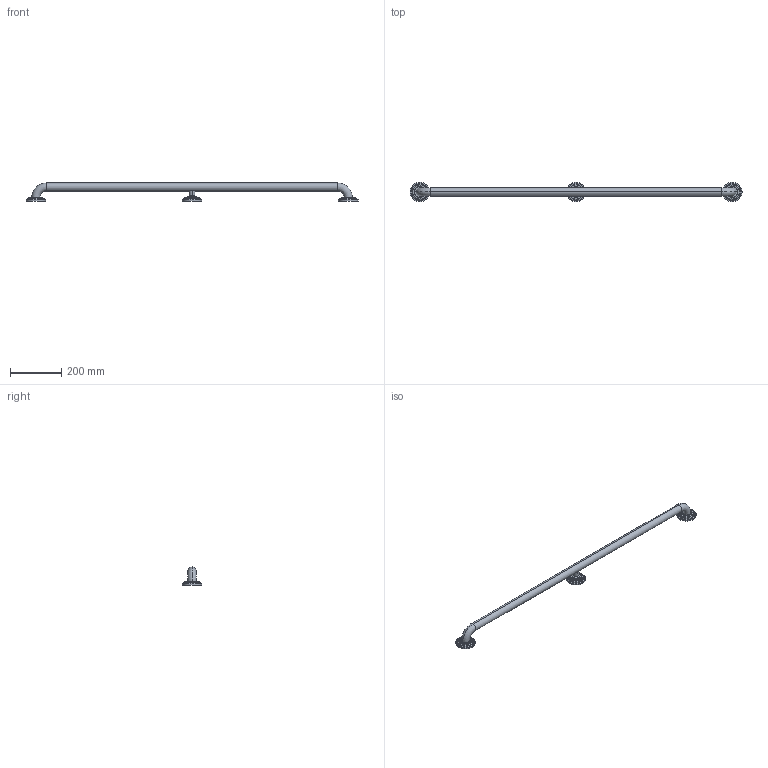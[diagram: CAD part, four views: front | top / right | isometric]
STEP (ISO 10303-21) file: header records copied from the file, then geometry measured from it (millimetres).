
FILE_DESCRIPTION((''),'2;1');
FILE_NAME('1167_WEB','2010-08-31T',('project'),(''),'PRO/ENGINEER BY PARAMETRIC TECHNOLOGY CORPORATION, 2009300','PRO/ENGINEER BY PARAMETRIC TECHNOLOGY CORPORATION, 2009300','');
FILE_SCHEMA(('CONFIG_CONTROL_DESIGN'));
Length unit declared in the file: inch
Products named in the file (1): 1167_WEB
Bounding box: 1295.4 x 76.2 x 70.36 mm (x, y, z)
Surface area: 198865.2 mm2 (no closed solid volume)
Topology: 0 solids, 21 shells, 85 faces, 187 edges, 120 vertices
Faces by surface type: torus 40, cylinder 25, plane 18, cone 2
Entity records: 2738 total; most frequent: CARTESIAN_POINT 810, DIRECTION 477, ORIENTED_EDGE 310, AXIS2_PLACEMENT_3D 225, EDGE_CURVE 187, CIRCLE 140, VERTEX_POINT 120, EDGE_LOOP 85
